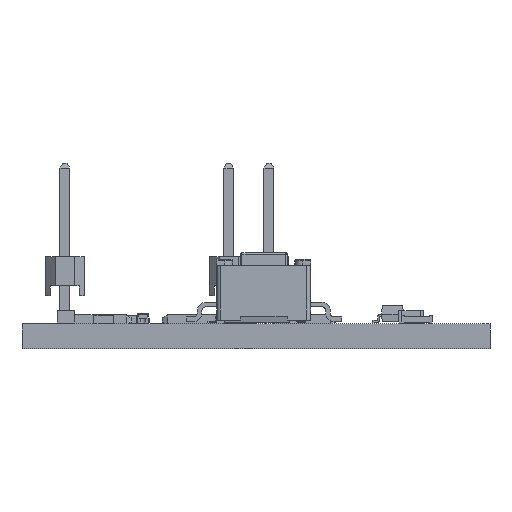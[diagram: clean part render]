
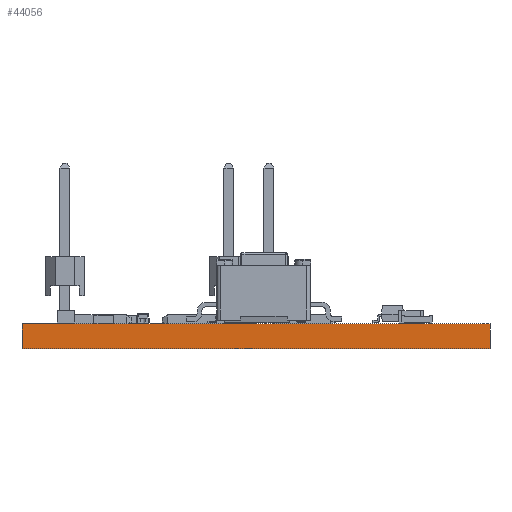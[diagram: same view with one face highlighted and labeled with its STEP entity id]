
A CAD part, left-side view. The second image highlights one B-rep face of the part: STEP entity #44056.
In plain terms, the highlighted planar face has unit normal (-1, 0, 0).
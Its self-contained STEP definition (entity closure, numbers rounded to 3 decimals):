
#41481 = PLANE('',#41482);
#41482 = AXIS2_PLACEMENT_3D('',#41483,#41484,#41485);
#41483 = CARTESIAN_POINT('',(108.25,-139.,0.));
#41484 = DIRECTION('',(-0.,-0.,-1.));
#41485 = DIRECTION('',(-1.,0.,0.));
#41537 = PLANE('',#41538);
#41538 = AXIS2_PLACEMENT_3D('',#41539,#41540,#41541);
#41539 = CARTESIAN_POINT('',(108.25,-139.,1.6));
#41540 = DIRECTION('',(-0.,-0.,-1.));
#41541 = DIRECTION('',(-1.,0.,0.));
#41577 = VERTEX_POINT('',#41578);
#41578 = CARTESIAN_POINT('',(93.25,-124.,0.));
#41594 = PLANE('',#41595);
#41595 = AXIS2_PLACEMENT_3D('',#41596,#41597,#41598);
#41596 = CARTESIAN_POINT('',(93.25,-124.,0.));
#41597 = DIRECTION('',(0.,1.,0.));
#41598 = DIRECTION('',(1.,0.,0.));
#42816 = VERTEX_POINT('',#42817);
#42817 = CARTESIAN_POINT('',(93.25,-154.,0.));
#42831 = PLANE('',#42832);
#42832 = AXIS2_PLACEMENT_3D('',#42833,#42834,#42835);
#42833 = CARTESIAN_POINT('',(123.25,-154.,0.));
#42834 = DIRECTION('',(0.,-1.,0.));
#42835 = DIRECTION('',(-1.,0.,0.));
#42843 = EDGE_CURVE('',#42816,#41577,#42844,.T.);
#42844 = SURFACE_CURVE('',#42845,(#42849,#42856),.PCURVE_S1.);
#42845 = LINE('',#42846,#42847);
#42846 = CARTESIAN_POINT('',(93.25,-154.,0.));
#42847 = VECTOR('',#42848,1.);
#42848 = DIRECTION('',(0.,1.,0.));
#42849 = PCURVE('',#41481,#42850);
#42850 = DEFINITIONAL_REPRESENTATION('',(#42851),#42855);
#42851 = LINE('',#42852,#42853);
#42852 = CARTESIAN_POINT('',(15.,-15.));
#42853 = VECTOR('',#42854,1.);
#42854 = DIRECTION('',(0.,1.));
#42855 = ( GEOMETRIC_REPRESENTATION_CONTEXT(2) 
PARAMETRIC_REPRESENTATION_CONTEXT() REPRESENTATION_CONTEXT('2D SPACE',''
  ) );
#42856 = PCURVE('',#42857,#42862);
#42857 = PLANE('',#42858);
#42858 = AXIS2_PLACEMENT_3D('',#42859,#42860,#42861);
#42859 = CARTESIAN_POINT('',(93.25,-154.,0.));
#42860 = DIRECTION('',(-1.,0.,0.));
#42861 = DIRECTION('',(0.,1.,0.));
#42862 = DEFINITIONAL_REPRESENTATION('',(#42863),#42867);
#42863 = LINE('',#42864,#42865);
#42864 = CARTESIAN_POINT('',(0.,0.));
#42865 = VECTOR('',#42866,1.);
#42866 = DIRECTION('',(1.,0.));
#42867 = ( GEOMETRIC_REPRESENTATION_CONTEXT(2) 
PARAMETRIC_REPRESENTATION_CONTEXT() REPRESENTATION_CONTEXT('2D SPACE',''
  ) );
#42927 = VERTEX_POINT('',#42928);
#42928 = CARTESIAN_POINT('',(93.25,-124.,1.6));
#43944 = VERTEX_POINT('',#43945);
#43945 = CARTESIAN_POINT('',(93.25,-154.,1.6));
#43966 = EDGE_CURVE('',#43944,#42927,#43967,.T.);
#43967 = SURFACE_CURVE('',#43968,(#43972,#43979),.PCURVE_S1.);
#43968 = LINE('',#43969,#43970);
#43969 = CARTESIAN_POINT('',(93.25,-154.,1.6));
#43970 = VECTOR('',#43971,1.);
#43971 = DIRECTION('',(0.,1.,0.));
#43972 = PCURVE('',#41537,#43973);
#43973 = DEFINITIONAL_REPRESENTATION('',(#43974),#43978);
#43974 = LINE('',#43975,#43976);
#43975 = CARTESIAN_POINT('',(15.,-15.));
#43976 = VECTOR('',#43977,1.);
#43977 = DIRECTION('',(0.,1.));
#43978 = ( GEOMETRIC_REPRESENTATION_CONTEXT(2) 
PARAMETRIC_REPRESENTATION_CONTEXT() REPRESENTATION_CONTEXT('2D SPACE',''
  ) );
#43979 = PCURVE('',#42857,#43980);
#43980 = DEFINITIONAL_REPRESENTATION('',(#43981),#43985);
#43981 = LINE('',#43982,#43983);
#43982 = CARTESIAN_POINT('',(0.,-1.6));
#43983 = VECTOR('',#43984,1.);
#43984 = DIRECTION('',(1.,0.));
#43985 = ( GEOMETRIC_REPRESENTATION_CONTEXT(2) 
PARAMETRIC_REPRESENTATION_CONTEXT() REPRESENTATION_CONTEXT('2D SPACE',''
  ) );
#44035 = EDGE_CURVE('',#41577,#42927,#44036,.T.);
#44036 = SURFACE_CURVE('',#44037,(#44041,#44048),.PCURVE_S1.);
#44037 = LINE('',#44038,#44039);
#44038 = CARTESIAN_POINT('',(93.25,-124.,0.));
#44039 = VECTOR('',#44040,1.);
#44040 = DIRECTION('',(0.,0.,1.));
#44041 = PCURVE('',#41594,#44042);
#44042 = DEFINITIONAL_REPRESENTATION('',(#44043),#44047);
#44043 = LINE('',#44044,#44045);
#44044 = CARTESIAN_POINT('',(0.,0.));
#44045 = VECTOR('',#44046,1.);
#44046 = DIRECTION('',(0.,-1.));
#44047 = ( GEOMETRIC_REPRESENTATION_CONTEXT(2) 
PARAMETRIC_REPRESENTATION_CONTEXT() REPRESENTATION_CONTEXT('2D SPACE',''
  ) );
#44048 = PCURVE('',#42857,#44049);
#44049 = DEFINITIONAL_REPRESENTATION('',(#44050),#44054);
#44050 = LINE('',#44051,#44052);
#44051 = CARTESIAN_POINT('',(30.,0.));
#44052 = VECTOR('',#44053,1.);
#44053 = DIRECTION('',(0.,-1.));
#44054 = ( GEOMETRIC_REPRESENTATION_CONTEXT(2) 
PARAMETRIC_REPRESENTATION_CONTEXT() REPRESENTATION_CONTEXT('2D SPACE',''
  ) );
#44056 = ADVANCED_FACE('',(#44057),#42857,.T.);
#44057 = FACE_BOUND('',#44058,.T.);
#44058 = EDGE_LOOP('',(#44059,#44080,#44081,#44082));
#44059 = ORIENTED_EDGE('',*,*,#44060,.T.);
#44060 = EDGE_CURVE('',#42816,#43944,#44061,.T.);
#44061 = SURFACE_CURVE('',#44062,(#44066,#44073),.PCURVE_S1.);
#44062 = LINE('',#44063,#44064);
#44063 = CARTESIAN_POINT('',(93.25,-154.,0.));
#44064 = VECTOR('',#44065,1.);
#44065 = DIRECTION('',(0.,0.,1.));
#44066 = PCURVE('',#42857,#44067);
#44067 = DEFINITIONAL_REPRESENTATION('',(#44068),#44072);
#44068 = LINE('',#44069,#44070);
#44069 = CARTESIAN_POINT('',(0.,0.));
#44070 = VECTOR('',#44071,1.);
#44071 = DIRECTION('',(0.,-1.));
#44072 = ( GEOMETRIC_REPRESENTATION_CONTEXT(2) 
PARAMETRIC_REPRESENTATION_CONTEXT() REPRESENTATION_CONTEXT('2D SPACE',''
  ) );
#44073 = PCURVE('',#42831,#44074);
#44074 = DEFINITIONAL_REPRESENTATION('',(#44075),#44079);
#44075 = LINE('',#44076,#44077);
#44076 = CARTESIAN_POINT('',(30.,0.));
#44077 = VECTOR('',#44078,1.);
#44078 = DIRECTION('',(0.,-1.));
#44079 = ( GEOMETRIC_REPRESENTATION_CONTEXT(2) 
PARAMETRIC_REPRESENTATION_CONTEXT() REPRESENTATION_CONTEXT('2D SPACE',''
  ) );
#44080 = ORIENTED_EDGE('',*,*,#43966,.T.);
#44081 = ORIENTED_EDGE('',*,*,#44035,.F.);
#44082 = ORIENTED_EDGE('',*,*,#42843,.F.);
